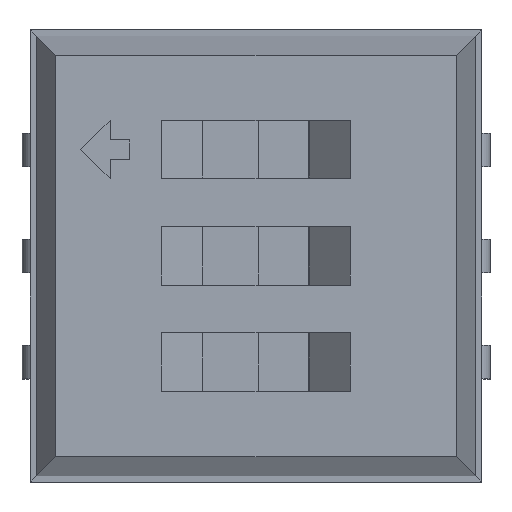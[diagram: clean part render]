
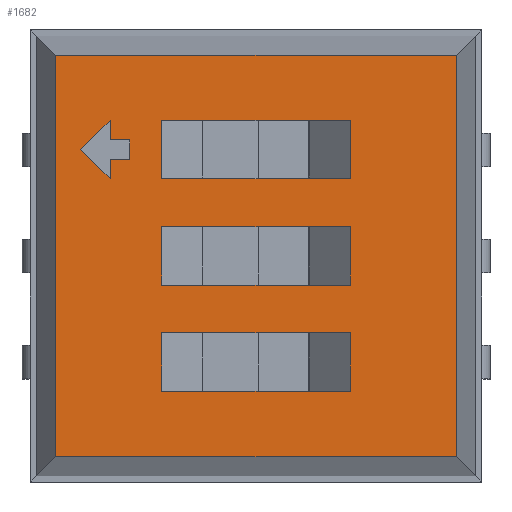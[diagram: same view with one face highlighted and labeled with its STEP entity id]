
A CAD part, top view. The second image highlights one B-rep face of the part: STEP entity #1682.
In plain terms, the highlighted planar face has unit normal (0, 0, 1).
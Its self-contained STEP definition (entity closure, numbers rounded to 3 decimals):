
#27=VECTOR('',#28,1.);
#28=DIRECTION('',(1.,0.,0.));
#51=VECTOR('',#52,1.);
#52=DIRECTION('',(0.,1.,0.));
#60=VECTOR('',#61,1.);
#61=DIRECTION('',(0.,-1.,0.));
#129=VECTOR('',#130,1.);
#130=DIRECTION('',(-1.,0.,0.));
#198=DIRECTION('',(0.,0.,-1.));
#1632=VERTEX_POINT('',#1633);
#1633=CARTESIAN_POINT('',(2.397,-2.402,2.4));
#1635=ORIENTED_EDGE('',*,*,#1636,.F.);
#1636=EDGE_CURVE('',#1637,#1632,#1639,.T.);
#1637=VERTEX_POINT('',#1638);
#1638=CARTESIAN_POINT('',(-2.397,-2.402,2.4));
#1639=LINE('',#1638,#27);
#1674=VERTEX_POINT('',#1675);
#1675=CARTESIAN_POINT('',(2.397,2.402,2.4));
#1677=ORIENTED_EDGE('',*,*,#1678,.F.);
#1678=EDGE_CURVE('',#1632,#1674,#1679,.T.);
#1679=LINE('',#1633,#51);
#1682=ADVANCED_FACE('',(#1683,#1693,#1715,#1737,#1778),#1800,.F.);
#1683=FACE_BOUND('',#1684,.F.);
#1684=EDGE_LOOP('',(#1677,#1635,#1685,#1690));
#1685=ORIENTED_EDGE('',*,*,#1686,.F.);
#1686=EDGE_CURVE('',#1687,#1637,#1689,.T.);
#1687=VERTEX_POINT('',#1688);
#1688=CARTESIAN_POINT('',(-2.397,2.402,2.4));
#1689=LINE('',#1688,#60);
#1690=ORIENTED_EDGE('',*,*,#1691,.F.);
#1691=EDGE_CURVE('',#1674,#1687,#1692,.T.);
#1692=LINE('',#1675,#129);
#1693=FACE_BOUND('',#1694,.F.);
#1694=EDGE_LOOP('',(#1695,#1702,#1707,#1712));
#1695=ORIENTED_EDGE('',*,*,#1696,.T.);
#1696=EDGE_CURVE('',#1697,#1699,#1701,.T.);
#1697=VERTEX_POINT('',#1698);
#1698=CARTESIAN_POINT('',(1.125,-0.92,2.4));
#1699=VERTEX_POINT('',#1700);
#1700=CARTESIAN_POINT('',(-1.125,-0.92,2.4));
#1701=LINE('',#1698,#129);
#1702=ORIENTED_EDGE('',*,*,#1703,.T.);
#1703=EDGE_CURVE('',#1699,#1704,#1706,.T.);
#1704=VERTEX_POINT('',#1705);
#1705=CARTESIAN_POINT('',(-1.125,-1.62,2.4));
#1706=LINE('',#1700,#60);
#1707=ORIENTED_EDGE('',*,*,#1708,.T.);
#1708=EDGE_CURVE('',#1704,#1709,#1711,.T.);
#1709=VERTEX_POINT('',#1710);
#1710=CARTESIAN_POINT('',(1.125,-1.62,2.4));
#1711=LINE('',#1705,#27);
#1712=ORIENTED_EDGE('',*,*,#1713,.T.);
#1713=EDGE_CURVE('',#1709,#1697,#1714,.T.);
#1714=LINE('',#1710,#51);
#1715=FACE_BOUND('',#1716,.F.);
#1716=EDGE_LOOP('',(#1717,#1724,#1729,#1734));
#1717=ORIENTED_EDGE('',*,*,#1718,.T.);
#1718=EDGE_CURVE('',#1719,#1721,#1723,.T.);
#1719=VERTEX_POINT('',#1720);
#1720=CARTESIAN_POINT('',(1.125,-0.35,2.4));
#1721=VERTEX_POINT('',#1722);
#1722=CARTESIAN_POINT('',(1.125,0.35,2.4));
#1723=LINE('',#1720,#51);
#1724=ORIENTED_EDGE('',*,*,#1725,.T.);
#1725=EDGE_CURVE('',#1721,#1726,#1728,.T.);
#1726=VERTEX_POINT('',#1727);
#1727=CARTESIAN_POINT('',(-1.125,0.35,2.4));
#1728=LINE('',#1722,#129);
#1729=ORIENTED_EDGE('',*,*,#1730,.T.);
#1730=EDGE_CURVE('',#1726,#1731,#1733,.T.);
#1731=VERTEX_POINT('',#1732);
#1732=CARTESIAN_POINT('',(-1.125,-0.35,2.4));
#1733=LINE('',#1727,#60);
#1734=ORIENTED_EDGE('',*,*,#1735,.T.);
#1735=EDGE_CURVE('',#1731,#1719,#1736,.T.);
#1736=LINE('',#1732,#27);
#1737=FACE_BOUND('',#1738,.F.);
#1738=EDGE_LOOP('',(#1739,#1748,#1755,#1760,#1765,#1770,#1775));
#1739=ORIENTED_EDGE('',*,*,#1740,.T.);
#1740=EDGE_CURVE('',#1741,#1743,#1745,.T.);
#1741=VERTEX_POINT('',#1742);
#1742=CARTESIAN_POINT('',(-1.747,1.62,2.4));
#1743=VERTEX_POINT('',#1744);
#1744=CARTESIAN_POINT('',(-2.097,1.27,2.4));
#1745=LINE('',#1742,#1746);
#1746=VECTOR('',#1747,1.);
#1747=DIRECTION('',(-0.707,-0.707,0.));
#1748=ORIENTED_EDGE('',*,*,#1749,.T.);
#1749=EDGE_CURVE('',#1743,#1750,#1752,.T.);
#1750=VERTEX_POINT('',#1751);
#1751=CARTESIAN_POINT('',(-1.747,0.92,2.4));
#1752=LINE('',#1744,#1753);
#1753=VECTOR('',#1754,1.);
#1754=DIRECTION('',(0.707,-0.707,0.));
#1755=ORIENTED_EDGE('',*,*,#1756,.T.);
#1756=EDGE_CURVE('',#1750,#1757,#1759,.T.);
#1757=VERTEX_POINT('',#1758);
#1758=CARTESIAN_POINT('',(-1.747,1.153,2.4));
#1759=LINE('',#1751,#51);
#1760=ORIENTED_EDGE('',*,*,#1761,.T.);
#1761=EDGE_CURVE('',#1757,#1762,#1764,.T.);
#1762=VERTEX_POINT('',#1763);
#1763=CARTESIAN_POINT('',(-1.513,1.153,2.4));
#1764=LINE('',#1758,#27);
#1765=ORIENTED_EDGE('',*,*,#1766,.T.);
#1766=EDGE_CURVE('',#1762,#1767,#1769,.T.);
#1767=VERTEX_POINT('',#1768);
#1768=CARTESIAN_POINT('',(-1.513,1.387,2.4));
#1769=LINE('',#1763,#51);
#1770=ORIENTED_EDGE('',*,*,#1771,.T.);
#1771=EDGE_CURVE('',#1767,#1772,#1774,.T.);
#1772=VERTEX_POINT('',#1773);
#1773=CARTESIAN_POINT('',(-1.747,1.387,2.4));
#1774=LINE('',#1768,#129);
#1775=ORIENTED_EDGE('',*,*,#1776,.T.);
#1776=EDGE_CURVE('',#1772,#1741,#1777,.T.);
#1777=LINE('',#1773,#51);
#1778=FACE_BOUND('',#1779,.F.);
#1779=EDGE_LOOP('',(#1780,#1787,#1792,#1797));
#1780=ORIENTED_EDGE('',*,*,#1781,.T.);
#1781=EDGE_CURVE('',#1782,#1784,#1786,.T.);
#1782=VERTEX_POINT('',#1783);
#1783=CARTESIAN_POINT('',(-1.125,1.62,2.4));
#1784=VERTEX_POINT('',#1785);
#1785=CARTESIAN_POINT('',(-1.125,0.92,2.4));
#1786=LINE('',#1783,#60);
#1787=ORIENTED_EDGE('',*,*,#1788,.T.);
#1788=EDGE_CURVE('',#1784,#1789,#1791,.T.);
#1789=VERTEX_POINT('',#1790);
#1790=CARTESIAN_POINT('',(1.125,0.92,2.4));
#1791=LINE('',#1785,#27);
#1792=ORIENTED_EDGE('',*,*,#1793,.T.);
#1793=EDGE_CURVE('',#1789,#1794,#1796,.T.);
#1794=VERTEX_POINT('',#1795);
#1795=CARTESIAN_POINT('',(1.125,1.62,2.4));
#1796=LINE('',#1790,#51);
#1797=ORIENTED_EDGE('',*,*,#1798,.T.);
#1798=EDGE_CURVE('',#1794,#1782,#1799,.T.);
#1799=LINE('',#1795,#129);
#1800=PLANE('',#1801);
#1801=AXIS2_PLACEMENT_3D('',#1633,#198,#1802);
#1802=DIRECTION('',(-0.706,0.708,0.));
